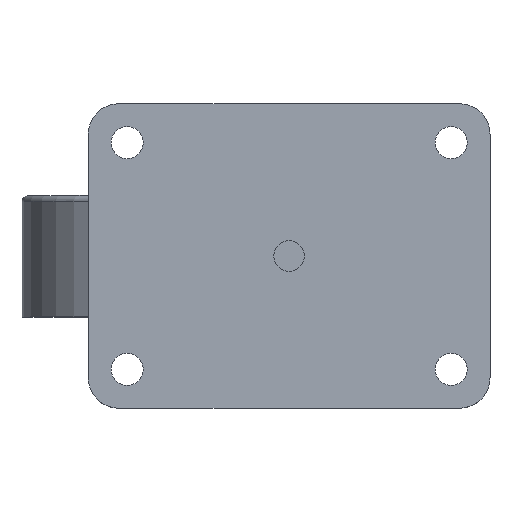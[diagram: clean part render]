
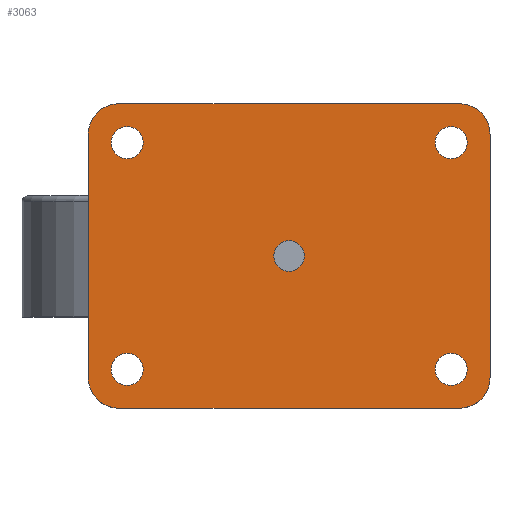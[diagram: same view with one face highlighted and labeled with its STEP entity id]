
A CAD part, top view. The second image highlights one B-rep face of the part: STEP entity #3063.
In plain terms, the highlighted planar face has unit normal (0, 0, 1).
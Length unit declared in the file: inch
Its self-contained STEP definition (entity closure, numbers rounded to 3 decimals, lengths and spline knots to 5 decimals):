
#1987=CARTESIAN_POINT('',(1.97574,-1.47474,0.0));
#1988=VERTEX_POINT('',#1987);
#2004=CARTESIAN_POINT('',(2.068,-1.252,0.0));
#2005=VERTEX_POINT('',#2004);
#2012=CARTESIAN_POINT('',(1.753,-1.252,0.0));
#2013=DIRECTION('',(0.0,0.0,-1.0));
#2014=DIRECTION('',(0.707,-0.707,0.0));
#2015=AXIS2_PLACEMENT_3D('',#2012,#2013,#2014);
#2016=CIRCLE('',#2015,0.315);
#2017=EDGE_CURVE('',#2005,#1988,#2016,.T.);
#2029=CARTESIAN_POINT('',(1.97574,1.47474,0.0));
#2030=VERTEX_POINT('',#2029);
#2046=CARTESIAN_POINT('',(1.753,1.567,0.0));
#2047=VERTEX_POINT('',#2046);
#2054=CARTESIAN_POINT('',(1.753,1.252,0.0));
#2055=DIRECTION('',(0.0,0.0,-1.));
#2056=DIRECTION('',(0.707,0.707,0.0));
#2057=AXIS2_PLACEMENT_3D('',#2054,#2055,#2056);
#2058=CIRCLE('',#2057,0.315);
#2059=EDGE_CURVE('',#2047,#2030,#2058,.T.);
#2071=CARTESIAN_POINT('',(-1.97574,1.47474,0.0));
#2072=VERTEX_POINT('',#2071);
#2088=CARTESIAN_POINT('',(-2.068,1.252,0.0));
#2089=VERTEX_POINT('',#2088);
#2096=CARTESIAN_POINT('',(-1.753,1.252,0.0));
#2097=DIRECTION('',(0.0,0.0,-1.0));
#2098=DIRECTION('',(-0.707,0.707,0.0));
#2099=AXIS2_PLACEMENT_3D('',#2096,#2097,#2098);
#2100=CIRCLE('',#2099,0.315);
#2101=EDGE_CURVE('',#2089,#2072,#2100,.T.);
#2113=CARTESIAN_POINT('',(-1.97574,-1.47474,0.0));
#2114=VERTEX_POINT('',#2113);
#2130=CARTESIAN_POINT('',(-1.753,-1.567,0.0));
#2131=VERTEX_POINT('',#2130);
#2138=CARTESIAN_POINT('',(-1.753,-1.252,0.0));
#2139=DIRECTION('',(0.0,0.0,-1.));
#2140=DIRECTION('',(-0.707,-0.707,0.0));
#2141=AXIS2_PLACEMENT_3D('',#2138,#2139,#2140);
#2142=CIRCLE('',#2141,0.315);
#2143=EDGE_CURVE('',#2131,#2114,#2142,.T.);
#2153=CARTESIAN_POINT('',(1.833,1.167,0.0));
#2154=VERTEX_POINT('',#2153);
#2163=CARTESIAN_POINT('',(1.503,1.167,0.0));
#2164=VERTEX_POINT('',#2163);
#2165=CARTESIAN_POINT('',(1.668,1.167,0.0));
#2166=DIRECTION('',(0.0,0.0,-1.0));
#2167=DIRECTION('',(1.0,0.0,0.0));
#2168=AXIS2_PLACEMENT_3D('',#2165,#2166,#2167);
#2169=CIRCLE('',#2168,0.165);
#2170=EDGE_CURVE('',#2164,#2154,#2169,.T.);
#2195=CARTESIAN_POINT('',(1.833,-1.167,0.0));
#2196=VERTEX_POINT('',#2195);
#2205=CARTESIAN_POINT('',(1.503,-1.167,0.0));
#2206=VERTEX_POINT('',#2205);
#2207=CARTESIAN_POINT('',(1.668,-1.167,0.0));
#2208=DIRECTION('',(0.0,0.0,-1.0));
#2209=DIRECTION('',(1.0,0.0,0.0));
#2210=AXIS2_PLACEMENT_3D('',#2207,#2208,#2209);
#2211=CIRCLE('',#2210,0.165);
#2212=EDGE_CURVE('',#2206,#2196,#2211,.T.);
#2237=CARTESIAN_POINT('',(-1.503,1.167,0.0));
#2238=VERTEX_POINT('',#2237);
#2247=CARTESIAN_POINT('',(-1.833,1.167,0.0));
#2248=VERTEX_POINT('',#2247);
#2249=CARTESIAN_POINT('',(-1.668,1.167,0.0));
#2250=DIRECTION('',(0.0,0.0,-1.0));
#2251=DIRECTION('',(1.0,0.0,0.0));
#2252=AXIS2_PLACEMENT_3D('',#2249,#2250,#2251);
#2253=CIRCLE('',#2252,0.165);
#2254=EDGE_CURVE('',#2248,#2238,#2253,.T.);
#2279=CARTESIAN_POINT('',(-1.503,-1.167,0.0));
#2280=VERTEX_POINT('',#2279);
#2289=CARTESIAN_POINT('',(-1.833,-1.167,0.0));
#2290=VERTEX_POINT('',#2289);
#2291=CARTESIAN_POINT('',(-1.668,-1.167,0.0));
#2292=DIRECTION('',(0.0,0.0,-1.0));
#2293=DIRECTION('',(1.0,0.0,0.0));
#2294=AXIS2_PLACEMENT_3D('',#2291,#2292,#2293);
#2295=CIRCLE('',#2294,0.165);
#2296=EDGE_CURVE('',#2290,#2280,#2295,.T.);
#2321=CARTESIAN_POINT('',(0.1575,0.,0.0));
#2322=VERTEX_POINT('',#2321);
#2331=CARTESIAN_POINT('',(-0.1575,0.,0.0));
#2332=VERTEX_POINT('',#2331);
#2333=CARTESIAN_POINT('',(0.0,0.0,0.0));
#2334=DIRECTION('',(0.0,0.0,-1.0));
#2335=DIRECTION('',(1.0,0.0,0.0));
#2336=AXIS2_PLACEMENT_3D('',#2333,#2334,#2335);
#2337=CIRCLE('',#2336,0.1575);
#2338=EDGE_CURVE('',#2332,#2322,#2337,.T.);
#2774=CARTESIAN_POINT('',(0.0,0.0,0.0));
#2775=DIRECTION('',(0.0,0.0,-1.0));
#2776=DIRECTION('',(1.0,0.0,0.0));
#2777=AXIS2_PLACEMENT_3D('',#2774,#2775,#2776);
#2778=CIRCLE('',#2777,0.1575);
#2779=EDGE_CURVE('',#2322,#2332,#2778,.T.);
#2792=CARTESIAN_POINT('',(-1.668,-1.167,0.0));
#2793=DIRECTION('',(0.0,0.0,-1.0));
#2794=DIRECTION('',(1.0,0.0,0.0));
#2795=AXIS2_PLACEMENT_3D('',#2792,#2793,#2794);
#2796=CIRCLE('',#2795,0.165);
#2797=EDGE_CURVE('',#2280,#2290,#2796,.T.);
#2810=CARTESIAN_POINT('',(-1.668,1.167,0.0));
#2811=DIRECTION('',(0.0,0.0,-1.0));
#2812=DIRECTION('',(1.0,0.0,0.0));
#2813=AXIS2_PLACEMENT_3D('',#2810,#2811,#2812);
#2814=CIRCLE('',#2813,0.165);
#2815=EDGE_CURVE('',#2238,#2248,#2814,.T.);
#2828=CARTESIAN_POINT('',(1.668,-1.167,0.0));
#2829=DIRECTION('',(0.0,0.0,-1.0));
#2830=DIRECTION('',(1.0,0.0,0.0));
#2831=AXIS2_PLACEMENT_3D('',#2828,#2829,#2830);
#2832=CIRCLE('',#2831,0.165);
#2833=EDGE_CURVE('',#2196,#2206,#2832,.T.);
#2846=CARTESIAN_POINT('',(1.668,1.167,0.0));
#2847=DIRECTION('',(0.0,0.0,-1.0));
#2848=DIRECTION('',(1.0,0.0,0.0));
#2849=AXIS2_PLACEMENT_3D('',#2846,#2847,#2848);
#2850=CIRCLE('',#2849,0.165);
#2851=EDGE_CURVE('',#2154,#2164,#2850,.T.);
#2862=CARTESIAN_POINT('',(-2.068,-1.252,0.0));
#2863=VERTEX_POINT('',#2862);
#2864=CARTESIAN_POINT('',(-1.753,-1.252,0.0));
#2865=DIRECTION('',(0.0,0.0,-1.));
#2866=DIRECTION('',(-0.707,-0.707,0.0));
#2867=AXIS2_PLACEMENT_3D('',#2864,#2865,#2866);
#2868=CIRCLE('',#2867,0.315);
#2869=EDGE_CURVE('',#2114,#2863,#2868,.T.);
#2886=CARTESIAN_POINT('',(-2.068,-1.252,0.0));
#2887=DIRECTION('',(0.0,1.0,0.0));
#2888=VECTOR('',#2887,2.504);
#2889=LINE('',#2886,#2888);
#2890=EDGE_CURVE('',#2863,#2089,#2889,.T.);
#2904=CARTESIAN_POINT('',(-1.753,1.567,0.0));
#2905=VERTEX_POINT('',#2904);
#2906=CARTESIAN_POINT('',(-1.753,1.252,0.0));
#2907=DIRECTION('',(0.0,0.0,-1.0));
#2908=DIRECTION('',(-0.707,0.707,0.0));
#2909=AXIS2_PLACEMENT_3D('',#2906,#2907,#2908);
#2910=CIRCLE('',#2909,0.315);
#2911=EDGE_CURVE('',#2072,#2905,#2910,.T.);
#2928=CARTESIAN_POINT('',(-1.753,1.567,0.0));
#2929=DIRECTION('',(1.0,0.0,0.0));
#2930=VECTOR('',#2929,3.506);
#2931=LINE('',#2928,#2930);
#2932=EDGE_CURVE('',#2905,#2047,#2931,.T.);
#2946=CARTESIAN_POINT('',(2.068,1.252,0.0));
#2947=VERTEX_POINT('',#2946);
#2948=CARTESIAN_POINT('',(1.753,1.252,0.0));
#2949=DIRECTION('',(0.0,0.0,-1.));
#2950=DIRECTION('',(0.707,0.707,0.0));
#2951=AXIS2_PLACEMENT_3D('',#2948,#2949,#2950);
#2952=CIRCLE('',#2951,0.315);
#2953=EDGE_CURVE('',#2030,#2947,#2952,.T.);
#2970=CARTESIAN_POINT('',(2.068,1.252,0.0));
#2971=DIRECTION('',(0.0,-1.0,0.0));
#2972=VECTOR('',#2971,2.504);
#2973=LINE('',#2970,#2972);
#2974=EDGE_CURVE('',#2947,#2005,#2973,.T.);
#2988=CARTESIAN_POINT('',(1.753,-1.567,0.0));
#2989=VERTEX_POINT('',#2988);
#2990=CARTESIAN_POINT('',(1.753,-1.252,0.0));
#2991=DIRECTION('',(0.0,0.0,-1.0));
#2992=DIRECTION('',(0.707,-0.707,0.0));
#2993=AXIS2_PLACEMENT_3D('',#2990,#2991,#2992);
#2994=CIRCLE('',#2993,0.315);
#2995=EDGE_CURVE('',#1988,#2989,#2994,.T.);
#3012=CARTESIAN_POINT('',(1.753,-1.567,0.0));
#3013=DIRECTION('',(-1.0,0.0,0.0));
#3014=VECTOR('',#3013,3.506);
#3015=LINE('',#3012,#3014);
#3016=EDGE_CURVE('',#2989,#2131,#3015,.T.);
#3024=CARTESIAN_POINT('',(-1.753,-1.567,0.0));
#3025=DIRECTION('',(0.0,0.0,-1.0));
#3026=DIRECTION('',(-1.0,0.0,0.0));
#3027=AXIS2_PLACEMENT_3D('',#3024,#3025,#3026);
#3028=PLANE('',#3027);
#3029=ORIENTED_EDGE('',*,*,#2143,.F.);
#3030=ORIENTED_EDGE('',*,*,#3016,.F.);
#3031=ORIENTED_EDGE('',*,*,#2995,.F.);
#3032=ORIENTED_EDGE('',*,*,#2017,.F.);
#3033=ORIENTED_EDGE('',*,*,#2974,.F.);
#3034=ORIENTED_EDGE('',*,*,#2953,.F.);
#3035=ORIENTED_EDGE('',*,*,#2059,.F.);
#3036=ORIENTED_EDGE('',*,*,#2932,.F.);
#3037=ORIENTED_EDGE('',*,*,#2911,.F.);
#3038=ORIENTED_EDGE('',*,*,#2101,.F.);
#3039=ORIENTED_EDGE('',*,*,#2890,.F.);
#3040=ORIENTED_EDGE('',*,*,#2869,.F.);
#3041=EDGE_LOOP('',(#3029,#3030,#3031,#3032,#3033,#3034,#3035,#3036,#3037,#3038,#3039,#3040));
#3042=FACE_OUTER_BOUND('',#3041,.T.);
#3043=ORIENTED_EDGE('',*,*,#2338,.T.);
#3044=ORIENTED_EDGE('',*,*,#2779,.T.);
#3045=EDGE_LOOP('',(#3043,#3044));
#3046=FACE_BOUND('',#3045,.T.);
#3047=ORIENTED_EDGE('',*,*,#2797,.T.);
#3048=ORIENTED_EDGE('',*,*,#2296,.T.);
#3049=EDGE_LOOP('',(#3047,#3048));
#3050=FACE_BOUND('',#3049,.T.);
#3051=ORIENTED_EDGE('',*,*,#2815,.T.);
#3052=ORIENTED_EDGE('',*,*,#2254,.T.);
#3053=EDGE_LOOP('',(#3051,#3052));
#3054=FACE_BOUND('',#3053,.T.);
#3055=ORIENTED_EDGE('',*,*,#2833,.T.);
#3056=ORIENTED_EDGE('',*,*,#2212,.T.);
#3057=EDGE_LOOP('',(#3055,#3056));
#3058=FACE_BOUND('',#3057,.T.);
#3059=ORIENTED_EDGE('',*,*,#2851,.T.);
#3060=ORIENTED_EDGE('',*,*,#2170,.T.);
#3061=EDGE_LOOP('',(#3059,#3060));
#3062=FACE_BOUND('',#3061,.T.);
#3063=ADVANCED_FACE('',(#3042,#3046,#3050,#3054,#3058,#3062),#3028,.F.);
